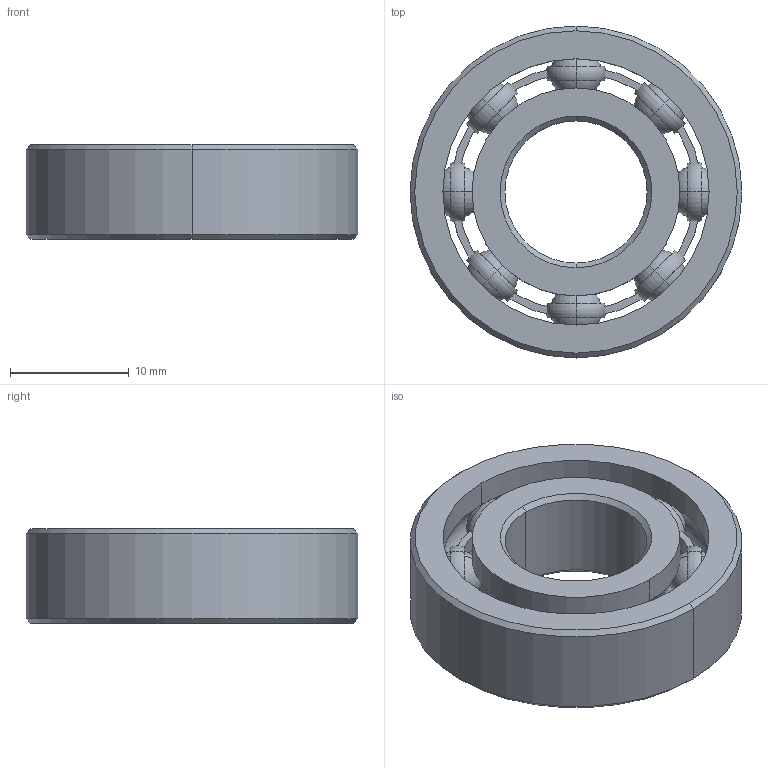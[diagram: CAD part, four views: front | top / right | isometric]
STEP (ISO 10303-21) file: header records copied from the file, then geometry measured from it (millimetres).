
FILE_DESCRIPTION (( 'STEP AP203' ), '1' );
FILE_NAME ('2349K213_Permanently Lubricated Ball Bearing.STEP', '2021-07-08T08:21:15', ( 'Administrator' ), ( 'Managed by Terraform' ), 'SwSTEP 2.0', 'SolidWorks 2017', '' );
FILE_SCHEMA (( 'CONFIG_CONTROL_DESIGN' ));
Length unit declared in the file: millimetre
Products named in the file (1): 2349K213_Permanently Lubricated Ball Bearing
Bounding box: 28 x 28 x 8 mm (x, y, z)
Volume: 2916.7 mm3; surface area: 3815.4 mm2
Topology: 19 solids, 19 shells, 100 faces, 264 edges, 170 vertices
Faces by surface type: sphere 32, torus 22, plane 22, cylinder 16, cone 8
Entity records: 2657 total; most frequent: DIRECTION 546, CARTESIAN_POINT 407, ORIENTED_EDGE 368, AXIS2_PLACEMENT_3D 261, EDGE_CURVE 184, CIRCLE 160, EDGE_LOOP 122, VERTEX_POINT 122
